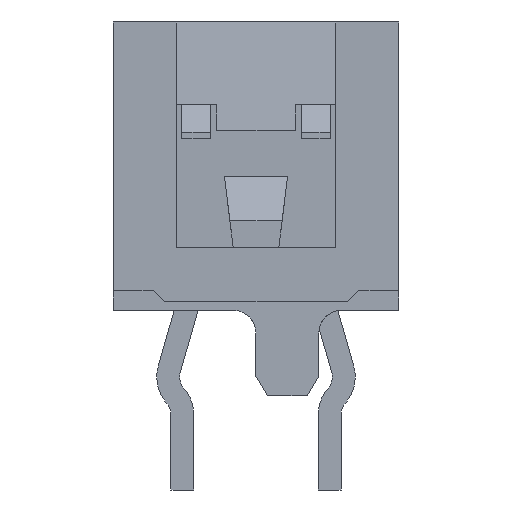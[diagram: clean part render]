
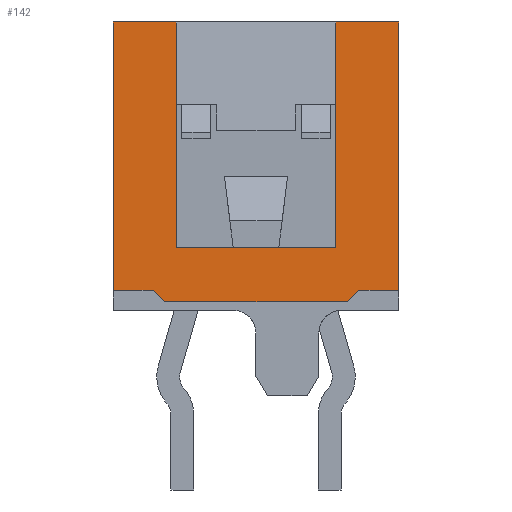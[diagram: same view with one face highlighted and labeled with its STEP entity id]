
A CAD part, left-side view. The second image highlights one B-rep face of the part: STEP entity #142.
In plain terms, the highlighted planar face has unit normal (-1, 0, 0).
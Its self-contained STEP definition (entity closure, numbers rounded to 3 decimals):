
#142=ADVANCED_FACE('',(#887),#888,.T.);
#887=FACE_OUTER_BOUND('',#2157,.T.);
#888=PLANE('',#2158);
#2157=EDGE_LOOP('',(#4153,#4154,#4155,#4156,#4157,#4158,#4159,#4160,#4161,#4162,#4163,#4164));
#2158=AXIS2_PLACEMENT_3D('',#4165,#4166,#4167);
#4153=ORIENTED_EDGE('',*,*,#9037,.F.);
#4154=ORIENTED_EDGE('',*,*,#8798,.F.);
#4155=ORIENTED_EDGE('',*,*,#8796,.F.);
#4156=ORIENTED_EDGE('',*,*,#8784,.F.);
#4157=ORIENTED_EDGE('',*,*,#8937,.T.);
#4158=ORIENTED_EDGE('',*,*,#9017,.T.);
#4159=ORIENTED_EDGE('',*,*,#9036,.T.);
#4160=ORIENTED_EDGE('',*,*,#9022,.F.);
#4161=ORIENTED_EDGE('',*,*,#8944,.F.);
#4162=ORIENTED_EDGE('',*,*,#8815,.T.);
#4163=ORIENTED_EDGE('',*,*,#8813,.T.);
#4164=ORIENTED_EDGE('',*,*,#8811,.F.);
#4165=CARTESIAN_POINT('',(-9.31,-2.5,0.0));
#4166=DIRECTION('',(-1.0,0.0,0.0));
#4167=DIRECTION('',(0.0,0.0,1.0));
#8784=EDGE_CURVE('',#10727,#10729,#10730,.T.);
#8796=EDGE_CURVE('',#10729,#10749,#10750,.T.);
#8798=EDGE_CURVE('',#10749,#10752,#10753,.T.);
#8811=EDGE_CURVE('',#10774,#10776,#10777,.T.);
#8813=EDGE_CURVE('',#10779,#10776,#10780,.T.);
#8815=EDGE_CURVE('',#10782,#10779,#10783,.T.);
#8937=EDGE_CURVE('',#10727,#10995,#10997,.T.);
#8944=EDGE_CURVE('',#10782,#11008,#11009,.T.);
#9017=EDGE_CURVE('',#10995,#11138,#11140,.T.);
#9022=EDGE_CURVE('',#11008,#11145,#11146,.T.);
#9036=EDGE_CURVE('',#11138,#11145,#11168,.T.);
#9037=EDGE_CURVE('',#10752,#10774,#11169,.T.);
#10727=VERTEX_POINT('',#13793);
#10729=VERTEX_POINT('',#13796);
#10730=LINE('',#13797,#13798);
#10749=VERTEX_POINT('',#13828);
#10750=LINE('',#13829,#13830);
#10752=VERTEX_POINT('',#13833);
#10753=LINE('',#13834,#13835);
#10774=VERTEX_POINT('',#13867);
#10776=VERTEX_POINT('',#13870);
#10777=LINE('',#13871,#13872);
#10779=VERTEX_POINT('',#13875);
#10780=LINE('',#13876,#13877);
#10782=VERTEX_POINT('',#13880);
#10783=LINE('',#13881,#13882);
#10995=VERTEX_POINT('',#14226);
#10997=LINE('',#14229,#14230);
#11008=VERTEX_POINT('',#14247);
#11009=LINE('',#14248,#14249);
#11138=VERTEX_POINT('',#14449);
#11140=LINE('',#14452,#14453);
#11145=VERTEX_POINT('',#14462);
#11146=LINE('',#14463,#14464);
#11168=LINE('',#14499,#14500);
#11169=LINE('',#14501,#14502);
#13793=CARTESIAN_POINT('',(-9.31,-2.5,0.0));
#13796=CARTESIAN_POINT('',(-9.31,-2.5,-4.7));
#13797=CARTESIAN_POINT('',(-9.31,-2.5,0.0));
#13798=VECTOR('',#17892,4.7);
#13828=CARTESIAN_POINT('',(-9.31,-1.8,-4.7));
#13829=CARTESIAN_POINT('',(-9.31,-2.5,-4.7));
#13830=VECTOR('',#17904,0.7);
#13833=CARTESIAN_POINT('',(-9.31,-1.6,-4.9));
#13834=CARTESIAN_POINT('',(-9.31,-1.8,-4.7));
#13835=VECTOR('',#17906,0.283);
#13867=CARTESIAN_POINT('',(-9.31,1.6,-4.9));
#13870=CARTESIAN_POINT('',(-9.31,1.8,-4.7));
#13871=CARTESIAN_POINT('',(-9.31,1.6,-4.9));
#13872=VECTOR('',#17919,0.283);
#13875=CARTESIAN_POINT('',(-9.31,2.5,-4.7));
#13876=CARTESIAN_POINT('',(-9.31,2.5,-4.7));
#13877=VECTOR('',#17921,0.7);
#13880=CARTESIAN_POINT('',(-9.31,2.5,0.0));
#13881=CARTESIAN_POINT('',(-9.31,2.5,0.0));
#13882=VECTOR('',#17923,4.7);
#14226=CARTESIAN_POINT('',(-9.31,-1.4,0.0));
#14229=CARTESIAN_POINT('',(-9.31,-2.5,0.0));
#14230=VECTOR('',#18047,1.1);
#14247=CARTESIAN_POINT('',(-9.31,1.4,0.0));
#14248=CARTESIAN_POINT('',(-9.31,2.5,0.0));
#14249=VECTOR('',#18054,1.1);
#14449=CARTESIAN_POINT('',(-9.31,-1.4,-3.95));
#14452=CARTESIAN_POINT('',(-9.31,-1.4,0.0));
#14453=VECTOR('',#18127,3.95);
#14462=CARTESIAN_POINT('',(-9.31,1.4,-3.95));
#14463=CARTESIAN_POINT('',(-9.31,1.4,0.0));
#14464=VECTOR('',#18132,3.95);
#14499=CARTESIAN_POINT('',(-9.31,-1.4,-3.95));
#14500=VECTOR('',#18146,2.8);
#14501=CARTESIAN_POINT('',(-9.31,-1.6,-4.9));
#14502=VECTOR('',#18147,3.2);
#17892=DIRECTION('',(0.0,0.0,-1.0));
#17904=DIRECTION('',(0.0,1.0,0.0));
#17906=DIRECTION('',(0.0,0.707,-0.707));
#17919=DIRECTION('',(0.0,0.707,0.707));
#17921=DIRECTION('',(0.0,-1.0,0.0));
#17923=DIRECTION('',(0.0,0.0,-1.0));
#18047=DIRECTION('',(0.0,1.0,0.0));
#18054=DIRECTION('',(0.0,-1.0,0.0));
#18127=DIRECTION('',(0.0,0.0,-1.0));
#18132=DIRECTION('',(0.0,0.0,-1.0));
#18146=DIRECTION('',(0.0,1.0,0.0));
#18147=DIRECTION('',(0.0,1.0,0.0));
